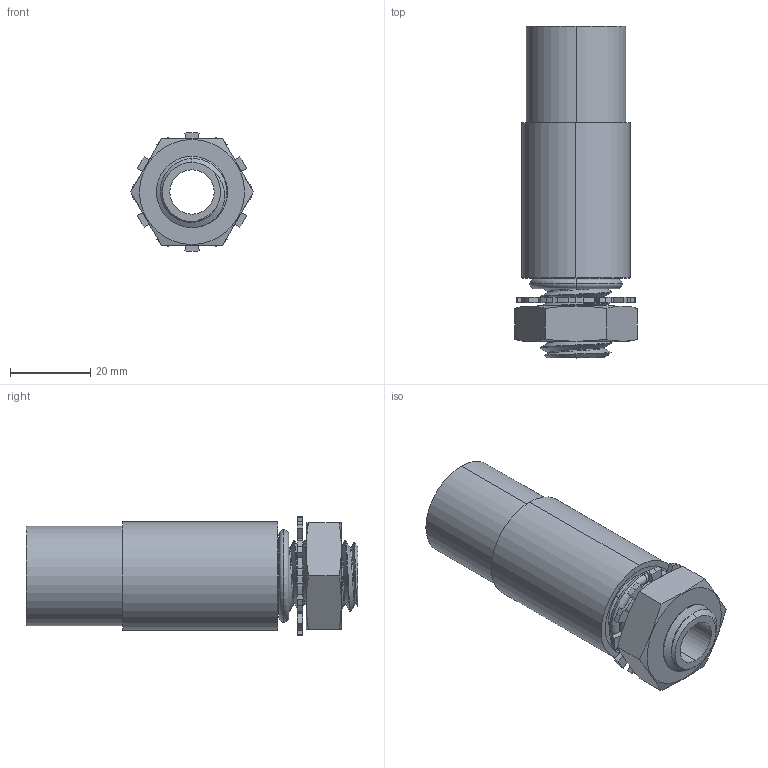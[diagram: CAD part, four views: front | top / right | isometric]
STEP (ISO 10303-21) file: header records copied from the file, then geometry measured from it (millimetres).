
FILE_DESCRIPTION (( 'STEP AP214' ), '1' );
FILE_NAME ('96000025.step', '2016-03-14T14:23:06', ( '' ), ( '' ), 'SwSTEP 2.0', 'SolidWorks 2015', '' );
FILE_SCHEMA (( 'AUTOMOTIVE_DESIGN' ));
Length unit declared in the file: inch
Products named in the file (1): 96000025
Bounding box: 30.65 x 82.85 x 29.64 mm (x, y, z)
Volume: 17374.7 mm3; surface area: 15132.3 mm2
Topology: 4 solids, 4 shells, 126 faces, 329 edges, 214 vertices
Faces by surface type: cylinder 60, plane 42, cone 13, bspline 7, torus 4
Entity records: 7521 total; most frequent: CARTESIAN_POINT 4341, ORIENTED_EDGE 658, DIRECTION 631, EDGE_CURVE 329, AXIS2_PLACEMENT_3D 242, VERTEX_POINT 214, LINE 147, VECTOR 147
